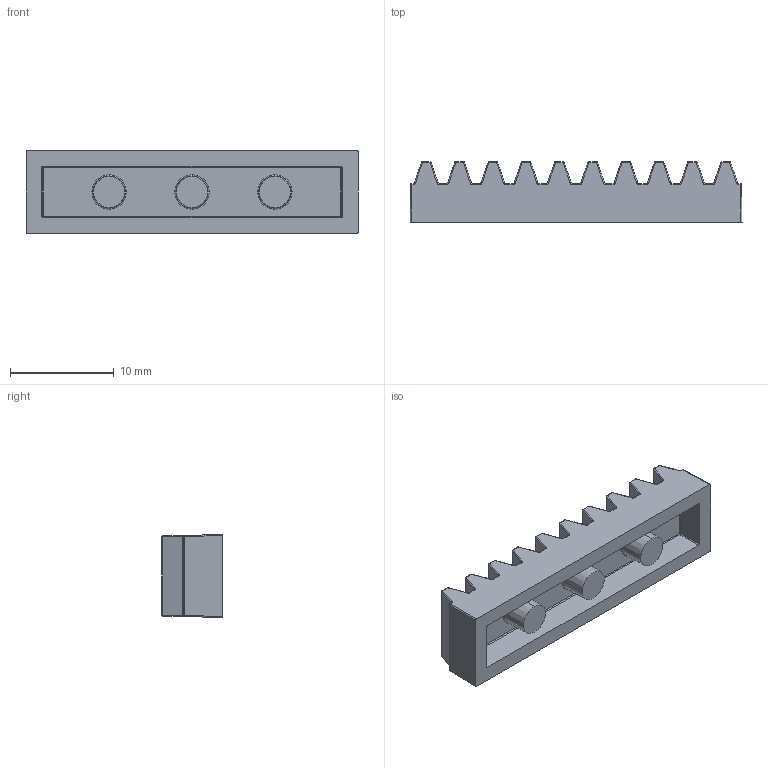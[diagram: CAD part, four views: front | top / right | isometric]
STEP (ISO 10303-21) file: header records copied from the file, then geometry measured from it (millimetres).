
FILE_DESCRIPTION (( 'STEP AP203' ), '1' );
FILE_NAME ('gearrackStepVersion.STEP', '2018-03-13T02:06:44', ( '' ), ( '' ), 'SwSTEP 2.0', 'SolidWorks 2017', '' );
FILE_SCHEMA (( 'CONFIG_CONTROL_DESIGN' ));
Length unit declared in the file: inch
Products named in the file (2): Gear rack 1x4_Domyslna; gearrackStepVersion
Assembly tree (1 placements, depth 2):
  gearrackStepVersion
    Gear rack 1x4_Domyslna
Bounding box: 31.99 x 5.83 x 7.97 mm (x, y, z)
Volume: 891.2 mm3; surface area: 1333 mm2
Topology: 1 solids, 1 shells, 290 faces, 672 edges, 340 vertices
Faces by surface type: cylinder 136, plane 54, sphere 48, bspline 40, torus 6, cone 6
Entity records: 8114 total; most frequent: CARTESIAN_POINT 1962, DIRECTION 1294, ORIENTED_EDGE 1248, EDGE_CURVE 624, AXIS2_PLACEMENT_3D 504, VERTEX_POINT 340, EDGE_LOOP 294, ADVANCED_FACE 290
